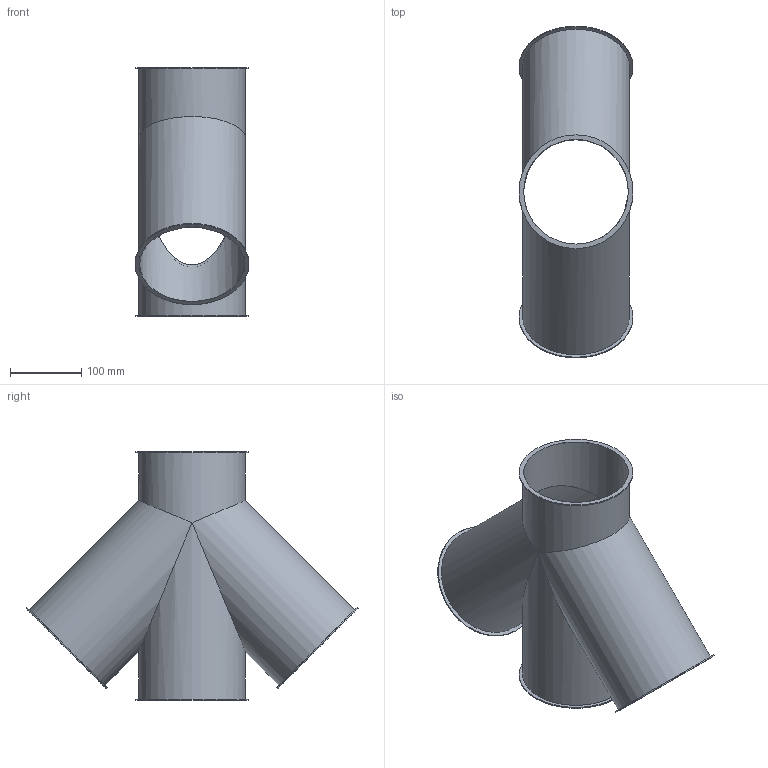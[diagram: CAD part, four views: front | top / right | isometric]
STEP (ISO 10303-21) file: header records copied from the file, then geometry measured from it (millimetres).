
FILE_DESCRIPTION((''),'2;1');
FILE_NAME('Gabelstueck_3fach.stp','2007-12-18T07:08:07',('BBA'),(''),'Autodesk Inventor 2008','Autodesk Inventor 2008','');
FILE_SCHEMA(('AUTOMOTIVE_DESIGN { 1 0 10303 214 1 1 1 1 }'));
Length unit declared in the file: millimetre
Products named in the file (1): 4010008015664_Gabelstueck_3fach
Bounding box: 160 x 466.69 x 350 mm (x, y, z)
Volume: 422366.3 mm3; surface area: 566234 mm2
Topology: 1 solids, 1 shells, 28 faces, 62 edges, 38 vertices
Faces by surface type: cylinder 16, plane 12
Full cylindrical faces by diameter (mm): 147 x4, 150 x4, 160 x4
Entity records: 752 total; most frequent: CARTESIAN_POINT 171, DIRECTION 126, ORIENTED_EDGE 88, AXIS2_PLACEMENT_3D 61, EDGE_LOOP 48, EDGE_CURVE 44, VERTEX_POINT 32, FACE_OUTER_BOUND 28
